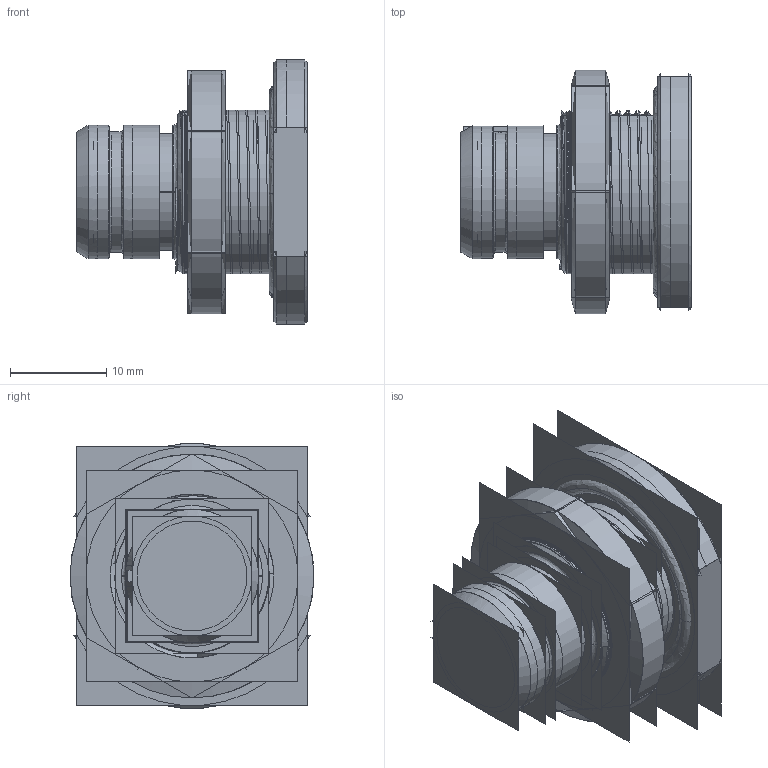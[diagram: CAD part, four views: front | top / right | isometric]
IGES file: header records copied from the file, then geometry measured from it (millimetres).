
Start section: BOX = HEADER / 20 ************************************************************************ ******** ***** DATA ABOuT SENDER ------------------------------------------------------------------- SENDING COMPANY			: NET AG system integration SENDER`S NAME			: &ersteller TELEPHONE NO			: +49 40 767302 0 ADDRESS				: SCHELLERDAMM 16, 21079 HAMBURG DATE				: &erstell_datum DATA ABOUT PART ---------------
Global section: file name: 1332ev107fz.igs; native system: Creo Parametric by PTC Inc.; preprocessor: 2019030; author: cgregory; organization: Unknown; date: 20191029.160628; units: millimetre
Bounding box: 24 x 25.3 x 27.46 mm (x, y, z)
Surface area: 29825.8 mm2 (no closed solid volume)
Topology: 0 solids, 0 shells, 1966 faces, 27436 edges, 35878 vertices
Faces by surface type: revolution 1002, bspline 964
